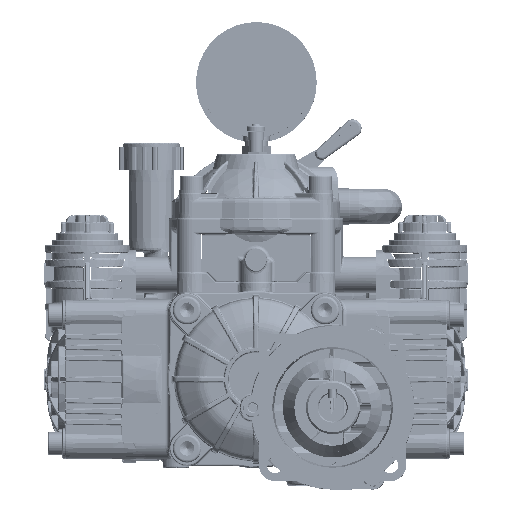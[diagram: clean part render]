
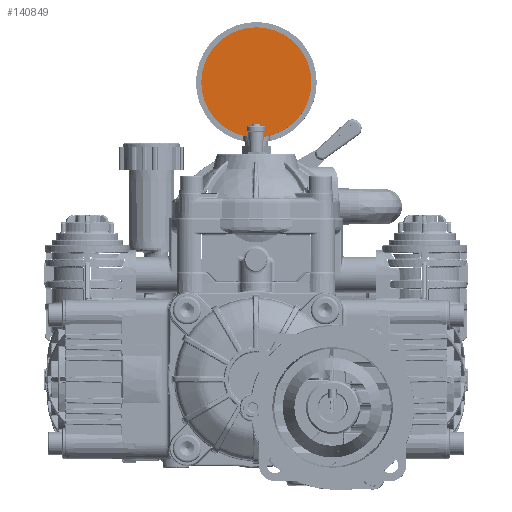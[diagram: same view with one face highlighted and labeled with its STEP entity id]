
A CAD part, top view. The second image highlights one B-rep face of the part: STEP entity #140849.
In plain terms, the highlighted planar face has unit normal (0, 0, 1).
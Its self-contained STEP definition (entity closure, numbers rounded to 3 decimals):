
#7243 = CARTESIAN_POINT ( 'NONE',  ( -30.806, 49.1, -76. ) ) ;
#15292 = DIRECTION ( 'NONE',  ( 0., 0., -1. ) ) ;
#31915 = DIRECTION ( 'NONE',  ( 1., 0., 0. ) ) ;
#33607 = DIRECTION ( 'NONE',  ( 1., 0., 0. ) ) ;
#40163 = AXIS2_PLACEMENT_3D ( 'NONE', #172446, #284056, #33607 ) ;
#42796 = FACE_OUTER_BOUND ( 'NONE', #349153, .T. ) ;
#86442 = EDGE_CURVE ( 'NONE', #306425, #246130, #197692, .T. ) ;
#126839 = DIRECTION ( 'NONE',  ( -1., 0., 0. ) ) ;
#134887 = CARTESIAN_POINT ( 'NONE',  ( 31.194, 49.1, -76. ) ) ;
#140849 = ADVANCED_FACE ( 'NONE', ( #42796 ), #154234, .F. ) ;
#154234 = PLANE ( 'NONE',  #204602 ) ;
#170782 = CARTESIAN_POINT ( 'NONE',  ( 0.194, 49.1, -76. ) ) ;
#172446 = CARTESIAN_POINT ( 'NONE',  ( 0.194, 49.1, -76. ) ) ;
#172911 = AXIS2_PLACEMENT_3D ( 'NONE', #170782, #282369, #31915 ) ;
#197692 = CIRCLE ( 'NONE', #40163, 31. ) ;
#204602 = AXIS2_PLACEMENT_3D ( 'NONE', #265786, #15292, #126839 ) ;
#233541 = ORIENTED_EDGE ( 'NONE', *, *, #279261, .F. ) ;
#246130 = VERTEX_POINT ( 'NONE', #134887 ) ;
#265786 = CARTESIAN_POINT ( 'NONE',  ( -2.624, 49.1, -76. ) ) ;
#279261 = EDGE_CURVE ( 'NONE', #246130, #306425, #330658, .T. ) ;
#282369 = DIRECTION ( 'NONE',  ( 0., 0., -1. ) ) ;
#284056 = DIRECTION ( 'NONE',  ( 0., 0., -1. ) ) ;
#306425 = VERTEX_POINT ( 'NONE', #7243 ) ;
#309789 = ORIENTED_EDGE ( 'NONE', *, *, #86442, .F. ) ;
#330658 = CIRCLE ( 'NONE', #172911, 31. ) ;
#349153 = EDGE_LOOP ( 'NONE', ( #233541, #309789 ) ) ;
